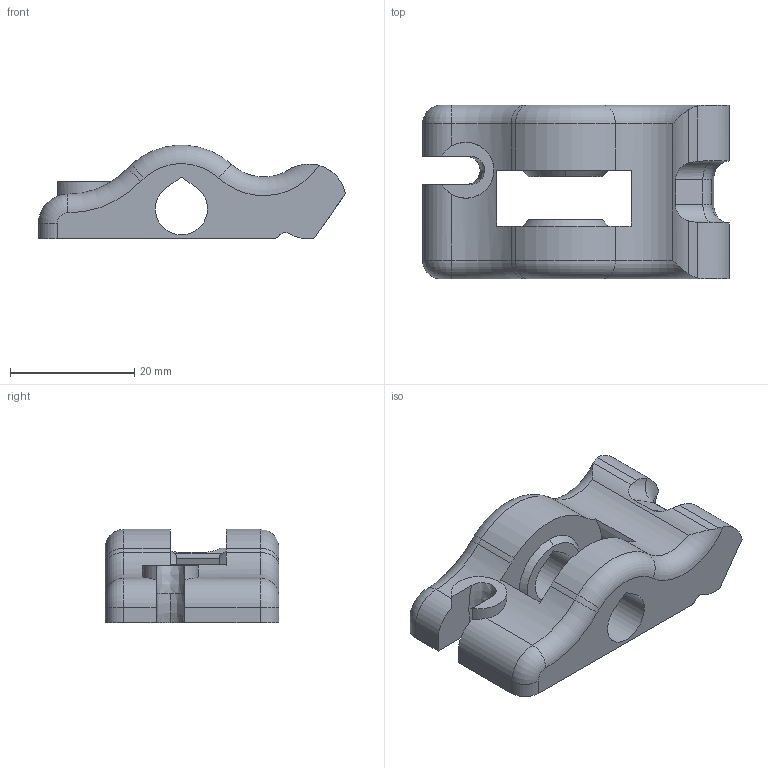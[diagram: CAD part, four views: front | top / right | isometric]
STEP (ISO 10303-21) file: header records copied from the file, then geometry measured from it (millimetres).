
FILE_DESCRIPTION (( 'STEP AP203' ), '1' );
FILE_NAME ('Eckstruder_Idlerx1.STEP', '2012-07-31T21:10:37', ( '' ), ( '' ), 'SwSTEP 2.0', 'SolidWorks 2012', '' );
FILE_SCHEMA (( 'CONFIG_CONTROL_DESIGN' ));
Length unit declared in the file: millimetre
Products named in the file (1): Eckstruder_Idlerx1
Bounding box: 49.5 x 28 x 15.05 mm (x, y, z)
Volume: 10291.9 mm3; surface area: 4941.1 mm2
Topology: 1 solids, 1 shells, 74 faces, 205 edges, 132 vertices
Faces by surface type: cylinder 32, plane 24, torus 12, cone 3, bspline 3
Entity records: 2706 total; most frequent: CARTESIAN_POINT 720, ORIENTED_EDGE 410, DIRECTION 407, EDGE_CURVE 205, AXIS2_PLACEMENT_3D 160, VERTEX_POINT 132, CIRCLE 88, VECTOR 87
